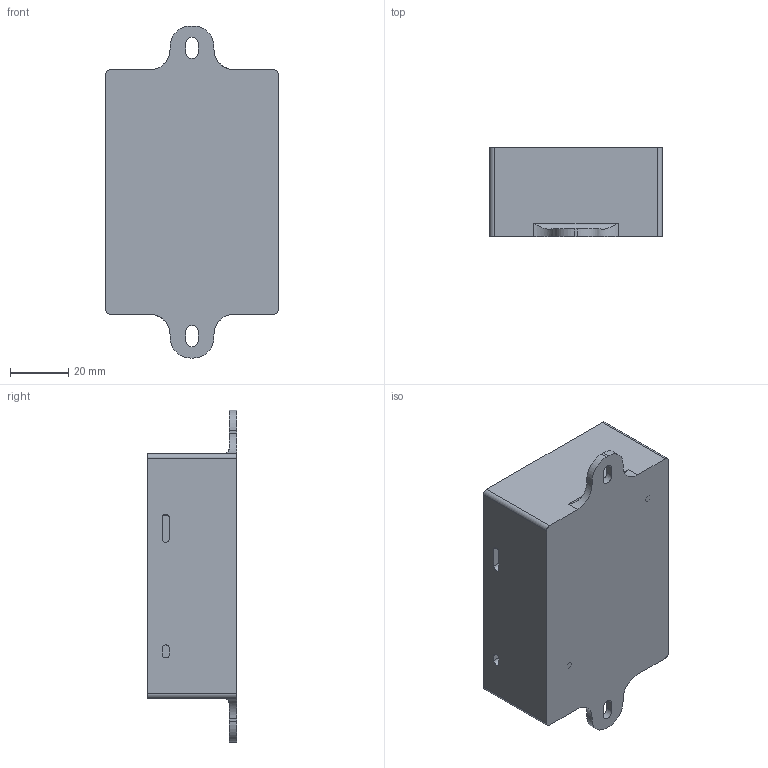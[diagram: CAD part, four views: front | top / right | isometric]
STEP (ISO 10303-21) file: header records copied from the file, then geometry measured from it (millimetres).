
FILE_DESCRIPTION (( 'STEP AP214' ), '1' );
FILE_NAME ('CASE_ARDUINO_BOX_290723.STEP', '2023-07-29T14:04:32', ( '' ), ( '' ), 'SwSTEP 2.0', 'SolidWorks 2020', '' );
FILE_SCHEMA (( 'AUTOMOTIVE_DESIGN' ));
Length unit declared in the file: millimetre
Products named in the file (1): CASE_ARDUINO_BOX_290723
Bounding box: 59.01 x 30.5 x 113.58 mm (x, y, z)
Volume: 32982.4 mm3; surface area: 27064 mm2
Topology: 1 solids, 1 shells, 140 faces, 357 edges, 230 vertices
Faces by surface type: cylinder 77, plane 55, torus 4, sphere 4
Entity records: 4329 total; most frequent: CARTESIAN_POINT 824, DIRECTION 757, ORIENTED_EDGE 706, EDGE_CURVE 353, AXIS2_PLACEMENT_3D 283, VERTEX_POINT 230, VECTOR 191, LINE 191
